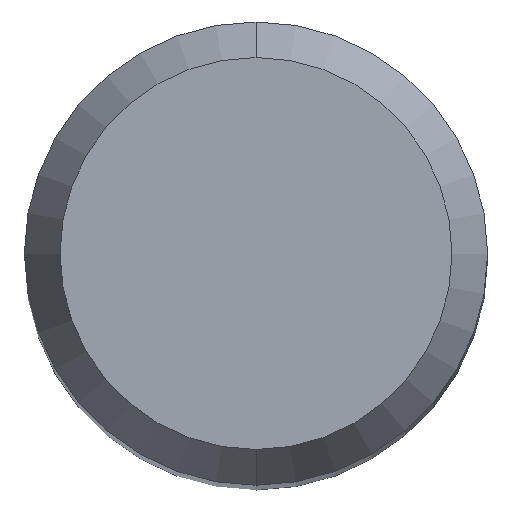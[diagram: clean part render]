
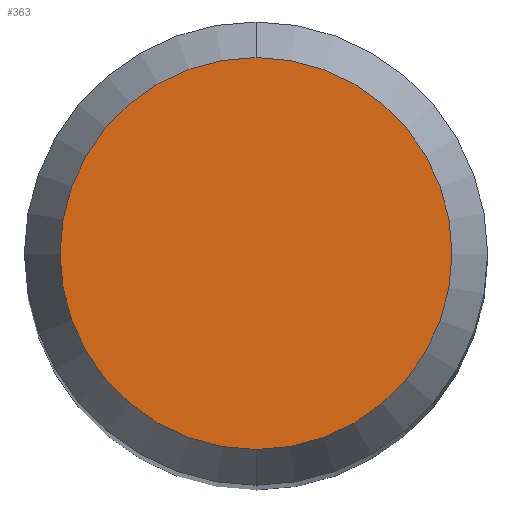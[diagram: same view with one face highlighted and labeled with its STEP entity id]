
A CAD part, top view. The second image highlights one B-rep face of the part: STEP entity #363.
In plain terms, the highlighted planar face has unit normal (0, 0, 1).
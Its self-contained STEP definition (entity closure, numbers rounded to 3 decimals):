
#283=EDGE_CURVE('',#349,#505,#655,.T.);
#349=VERTEX_POINT('',#727);
#363=ADVANCED_FACE('',(#741),#742,.T.);
#389=EDGE_CURVE('',#505,#349,#771,.T.);
#505=VERTEX_POINT('',#898);
#655=CIRCLE('',#1084,2.538);
#727=CARTESIAN_POINT('',(0.0,2.538,0.0));
#741=FACE_OUTER_BOUND('',#1270,.T.);
#742=PLANE('',#1271);
#771=CIRCLE('',#1310,2.538);
#898=CARTESIAN_POINT('',(0.,-2.538,0.0));
#1084=AXIS2_PLACEMENT_3D('',#1800,#1801,#1802);
#1270=EDGE_LOOP('',(#1877,#1878));
#1271=AXIS2_PLACEMENT_3D('',#1879,#1880,#1881);
#1310=AXIS2_PLACEMENT_3D('',#1910,#1911,#1912);
#1800=CARTESIAN_POINT('',(0.0,0.0,0.0));
#1801=DIRECTION('',(0.0,0.0,-1.0));
#1802=DIRECTION('',(0.0,1.0,0.0));
#1877=ORIENTED_EDGE('',*,*,#283,.F.);
#1878=ORIENTED_EDGE('',*,*,#389,.F.);
#1879=CARTESIAN_POINT('',(0.0,1.269,0.0));
#1880=DIRECTION('',(-0.0,0.0,1.0));
#1881=DIRECTION('',(0.0,-1.0,0.0));
#1910=CARTESIAN_POINT('',(0.0,0.0,0.0));
#1911=DIRECTION('',(0.0,0.0,-1.0));
#1912=DIRECTION('',(0.0,1.0,0.0));
